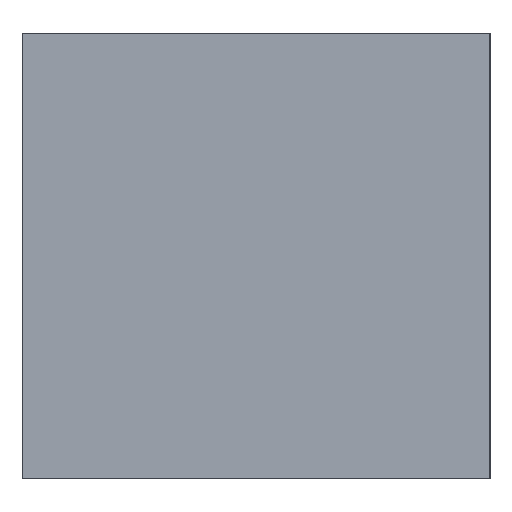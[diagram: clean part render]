
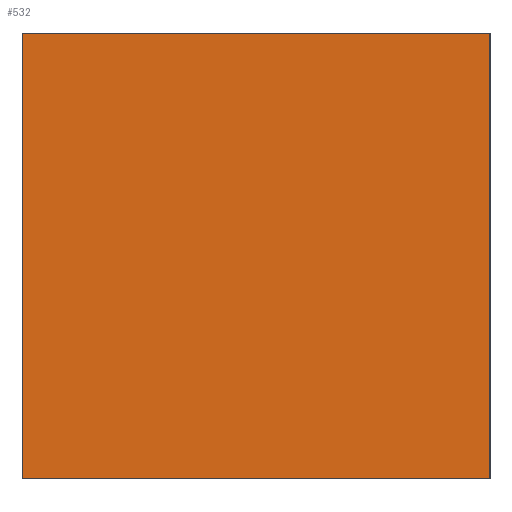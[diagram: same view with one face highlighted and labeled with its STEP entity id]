
A CAD part, left-side view. The second image highlights one B-rep face of the part: STEP entity #532.
In plain terms, the highlighted planar face has unit normal (-1, 0, 0).
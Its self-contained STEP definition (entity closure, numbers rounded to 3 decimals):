
#18 = DIRECTION ( 'NONE',  ( -1., 0., 0. ) ) ;
#36 = VERTEX_POINT ( 'NONE', #744 ) ;
#72 = LINE ( 'NONE', #366, #335 ) ;
#75 = ORIENTED_EDGE ( 'NONE', *, *, #423, .F. ) ;
#103 = DIRECTION ( 'NONE',  ( 0., 1., 0. ) ) ;
#123 = LINE ( 'NONE', #724, #806 ) ;
#155 = AXIS2_PLACEMENT_3D ( 'NONE', #388, #18, #488 ) ;
#170 = EDGE_LOOP ( 'NONE', ( #75, #828, #837, #271 ) ) ;
#271 = ORIENTED_EDGE ( 'NONE', *, *, #353, .F. ) ;
#287 = DIRECTION ( 'NONE',  ( 0., 1., 0. ) ) ;
#335 = VECTOR ( 'NONE', #738, 1000. ) ;
#345 = CARTESIAN_POINT ( 'NONE',  ( -112.5, -152.5, 16.5 ) ) ;
#353 = EDGE_CURVE ( 'NONE', #763, #36, #566, .T. ) ;
#366 = CARTESIAN_POINT ( 'NONE',  ( -112.5, -152.5, 8. ) ) ;
#370 = CARTESIAN_POINT ( 'NONE',  ( -112.5, -142.5, 16.5 ) ) ;
#383 = VECTOR ( 'NONE', #287, 1000. ) ;
#388 = CARTESIAN_POINT ( 'NONE',  ( -112.5, -152.5, 8. ) ) ;
#423 = EDGE_CURVE ( 'NONE', #576, #763, #72, .T. ) ;
#488 = DIRECTION ( 'NONE',  ( 0., 0., -1. ) ) ;
#532 = ADVANCED_FACE ( 'NONE', ( #557 ), #789, .T. ) ;
#546 = CARTESIAN_POINT ( 'NONE',  ( -112.5, -152.5, 6. ) ) ;
#557 = FACE_OUTER_BOUND ( 'NONE', #170, .T. ) ;
#566 = LINE ( 'NONE', #719, #383 ) ;
#576 = VERTEX_POINT ( 'NONE', #858 ) ;
#589 = VERTEX_POINT ( 'NONE', #370 ) ;
#719 = CARTESIAN_POINT ( 'NONE',  ( -112.5, -152.5, 6. ) ) ;
#723 = EDGE_CURVE ( 'NONE', #589, #36, #123, .T. ) ;
#724 = CARTESIAN_POINT ( 'NONE',  ( -112.5, -142.5, 8. ) ) ;
#738 = DIRECTION ( 'NONE',  ( 0., 0., -1. ) ) ;
#744 = CARTESIAN_POINT ( 'NONE',  ( -112.5, -142.5, 6. ) ) ;
#763 = VERTEX_POINT ( 'NONE', #546 ) ;
#789 = PLANE ( 'NONE',  #155 ) ;
#806 = VECTOR ( 'NONE', #819, 1000. ) ;
#819 = DIRECTION ( 'NONE',  ( 0., 0., -1. ) ) ;
#828 = ORIENTED_EDGE ( 'NONE', *, *, #855, .T. ) ;
#837 = ORIENTED_EDGE ( 'NONE', *, *, #723, .T. ) ;
#855 = EDGE_CURVE ( 'NONE', #576, #589, #880, .T. ) ;
#858 = CARTESIAN_POINT ( 'NONE',  ( -112.5, -152.5, 16.5 ) ) ;
#876 = VECTOR ( 'NONE', #103, 1000. ) ;
#880 = LINE ( 'NONE', #345, #876 ) ;
